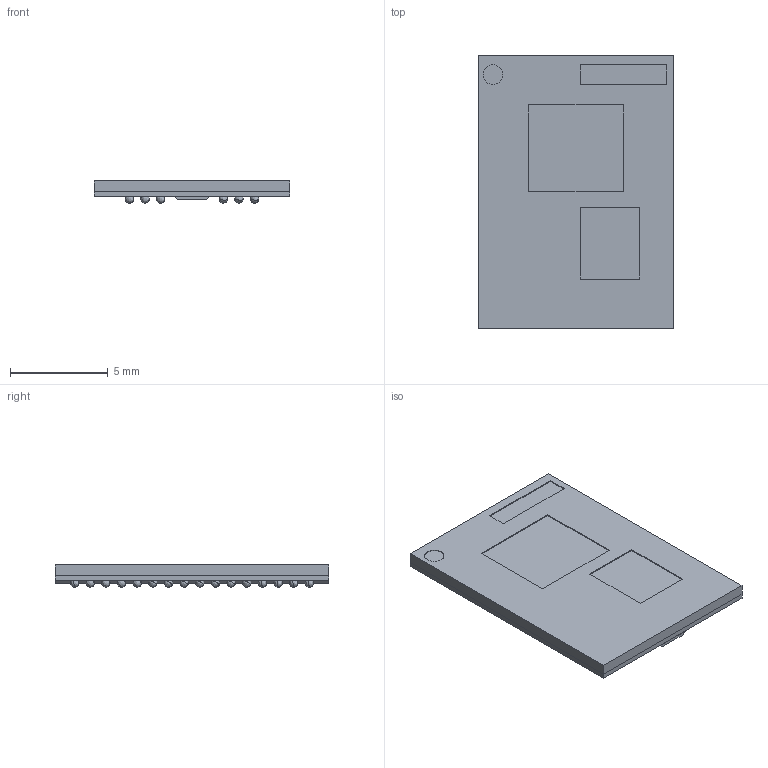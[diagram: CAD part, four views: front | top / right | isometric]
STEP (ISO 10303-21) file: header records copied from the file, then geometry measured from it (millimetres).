
FILE_DESCRIPTION (( 'STEP AP214' ), '1' );
FILE_NAME ('User Library-96-144b TFBGA 10 x 14 x 1.20.STEP', '2020-03-29T04:34:10', ( '' ), ( '' ), 'SwSTEP 2.0', 'SolidWorks 2019', '' );
FILE_SCHEMA (( 'AUTOMOTIVE_DESIGN' ));
Length unit declared in the file: millimetre
Products named in the file (100): User Library-96-144b TFBGA 10 x 14 x 1.20; Imported_96; Imported_91; Imported_67; Imported_72; Imported_9; Imported_45; Imported_26; Imported_75; Imported_60; Imported_4; Imported_86; Imported_99; Imported_35; Imported_63; Imported_59; Imported_27; Imported_82; Imported_55; Imported_51; Imported_33; Imported_20; Imported_80; Imported_69; Imported_41; Imported_10; Imported_50; Imported_64; Imported_15; Imported_8; Imported_76; Imported_68; Imported_38; Imported_34; Imported_83; Imported_42; Imported_89; Imported_52; Imported_19; Imported_48 ...
Assembly tree (99 placements, depth 2):
  User Library-96-144b TFBGA 10 x 14 x 1.20
    Imported
    Imported_2
    Imported_3
    Imported_4
    Imported_5
    Imported_6
    Imported_7
    Imported_8
    Imported_9
    Imported_10
    Imported_11
    Imported_12
    Imported_13
    Imported_14
    Imported_15
    Imported_16
    Imported_17
    Imported_18
    Imported_19
    Imported_20
    Imported_21
    Imported_22
    Imported_23
    Imported_24
    Imported_25
    Imported_26
    Imported_27
    Imported_28
    Imported_29
    Imported_30
    Imported_31
    Imported_32
    Imported_33
    Imported_34
    Imported_35
    Imported_36
    Imported_37
    Imported_38
    Imported_39
    Imported_40
    Imported_41
    Imported_42
    Imported_43
    Imported_44
    Imported_45
    Imported_46
    Imported_47
    Imported_48
    Imported_49
    Imported_50
    Imported_51
    Imported_52
    Imported_53
    Imported_54
    Imported_55
    Imported_56
    Imported_57
    Imported_58
    Imported_59
Bounding box: 10 x 14 x 1.14 mm (x, y, z)
Volume: 117.6 mm3; surface area: 708.9 mm2
Topology: 99 solids, 99 shells, 228 faces, 654 edges, 244 vertices
Faces by surface type: bspline 192, plane 34, cylinder 2
Entity records: 11296 total; most frequent: CARTESIAN_POINT 3724, DIRECTION 742, ORIENTED_EDGE 540, AXIS2_PLACEMENT_3D 334, UNCERTAINTY_MEASURE_WITH_UNIT 298, EDGE_CURVE 270, VERTEX_POINT 244, EDGE_LOOP 232
